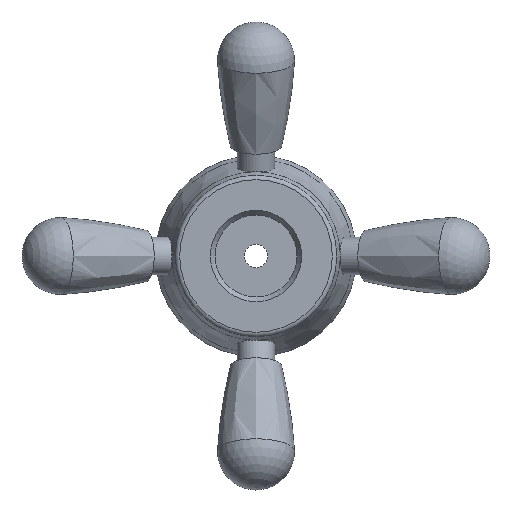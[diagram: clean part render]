
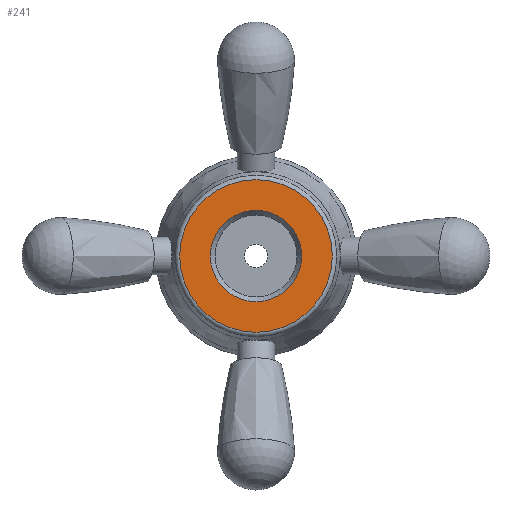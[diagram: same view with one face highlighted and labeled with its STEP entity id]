
A CAD part, left-side view. The second image highlights one B-rep face of the part: STEP entity #241.
In plain terms, the highlighted planar face has unit normal (-1, 0, 0).
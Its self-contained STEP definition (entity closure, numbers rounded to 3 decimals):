
#241=ADVANCED_FACE('',(#357,#317),#301,.F.);
#301=PLANE('',#947);
#317=FACE_BOUND('',#406,.T.);
#357=FACE_OUTER_BOUND('',#405,.T.);
#405=EDGE_LOOP('',(#493));
#406=EDGE_LOOP('',(#494));
#493=ORIENTED_EDGE('',*,*,#794,.F.);
#494=ORIENTED_EDGE('',*,*,#795,.F.);
#715=VERTEX_POINT('',#1262);
#716=VERTEX_POINT('',#1264);
#794=EDGE_CURVE('',#715,#715,#905,.T.);
#795=EDGE_CURVE('',#716,#716,#906,.T.);
#905=CIRCLE('',#945,32.594);
#906=CIRCLE('',#946,19.5);
#945=AXIS2_PLACEMENT_3D('',#1261,#1042,#1043);
#946=AXIS2_PLACEMENT_3D('',#1263,#1044,#1045);
#947=AXIS2_PLACEMENT_3D('',#1265,#1046,#1047);
#1042=DIRECTION('',(1.,0.,0.));
#1043=DIRECTION('',(0.,0.,-1.));
#1044=DIRECTION('',(-1.,0.,0.));
#1045=DIRECTION('',(0.,0.,1.));
#1046=DIRECTION('',(1.,0.,0.));
#1047=DIRECTION('',(0.,0.,-1.));
#1261=CARTESIAN_POINT('',(564.,503.5,0.));
#1262=CARTESIAN_POINT('',(564.,503.5,-32.594));
#1263=CARTESIAN_POINT('',(564.,503.5,0.));
#1264=CARTESIAN_POINT('',(564.,503.5,19.5));
#1265=CARTESIAN_POINT('',(564.,523.,0.));
